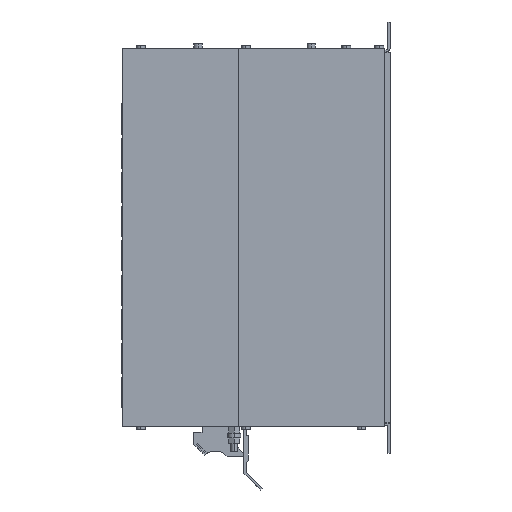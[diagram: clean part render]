
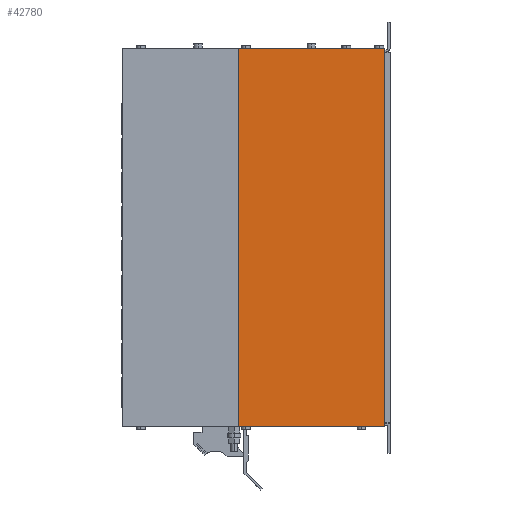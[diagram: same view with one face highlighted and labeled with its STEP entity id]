
A CAD part, left-side view. The second image highlights one B-rep face of the part: STEP entity #42780.
In plain terms, the highlighted planar face has unit normal (-1, 0, 0).
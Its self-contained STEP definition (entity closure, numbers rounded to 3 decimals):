
#2994=DIRECTION('',(0.,1.,0.));
#2995=VECTOR('',#2994,135.2);
#2996=CARTESIAN_POINT('',(925.652,145.843,-407.32));
#2997=LINE('',#2996,#2995);
#6430=DIRECTION('',(0.,0.,1.));
#6431=VECTOR('',#6430,350.);
#6432=CARTESIAN_POINT('',(925.652,145.843,-757.32));
#6433=LINE('',#6432,#6431);
#6454=DIRECTION('',(0.,1.,0.));
#6455=VECTOR('',#6454,135.2);
#6456=CARTESIAN_POINT('',(925.652,145.843,-757.32));
#6457=LINE('',#6456,#6455);
#6458=DIRECTION('',(0.,0.,-1.));
#6459=VECTOR('',#6458,350.);
#6460=CARTESIAN_POINT('',(925.652,281.043,-407.32));
#6461=LINE('',#6460,#6459);
#29398=CARTESIAN_POINT('',(925.652,145.843,
-407.32));
#29399=CARTESIAN_POINT('',(925.652,281.043,
-407.32));
#29400=VERTEX_POINT('',#29398);
#29401=VERTEX_POINT('',#29399);
#29594=CARTESIAN_POINT('',(925.652,281.043,
-757.32));
#29595=VERTEX_POINT('',#29594);
#29596=CARTESIAN_POINT('',(925.652,145.843,
-757.32));
#29597=VERTEX_POINT('',#29596);
#42768=CARTESIAN_POINT('',(925.652,281.043,
-407.32));
#42769=DIRECTION('',(-1.,0.,0.));
#42770=DIRECTION('',(0.,-1.,0.));
#42771=AXIS2_PLACEMENT_3D('',#42768,#42769,#42770);
#42772=PLANE('',#42771);
#42774=ORIENTED_EDGE('',*,*,#42773,.F.);
#42775=ORIENTED_EDGE('',*,*,#37965,.F.);
#42776=ORIENTED_EDGE('',*,*,#42739,.F.);
#42777=ORIENTED_EDGE('',*,*,#41478,.T.);
#42778=EDGE_LOOP('',(#42774,#42775,#42776,#42777));
#42779=FACE_OUTER_BOUND('',#42778,.F.);
#42780=ADVANCED_FACE('',(#42779),#42772,.T.);
#37965=EDGE_CURVE('',#29400,#29401,#2997,.T.);
#41478=EDGE_CURVE('',#29597,#29595,#6457,.T.);
#42739=EDGE_CURVE('',#29597,#29400,#6433,.T.);
#42773=EDGE_CURVE('',#29401,#29595,#6461,.T.);
